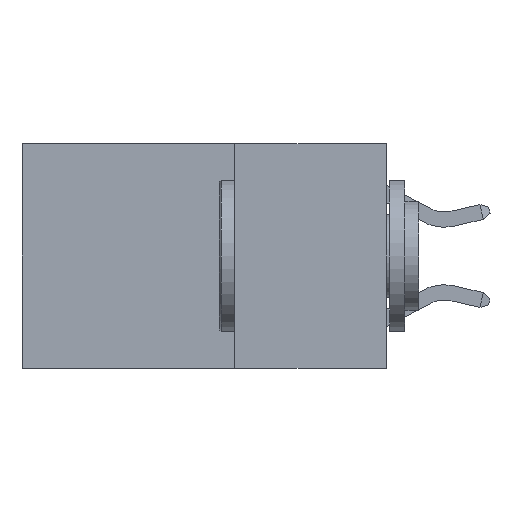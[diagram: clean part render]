
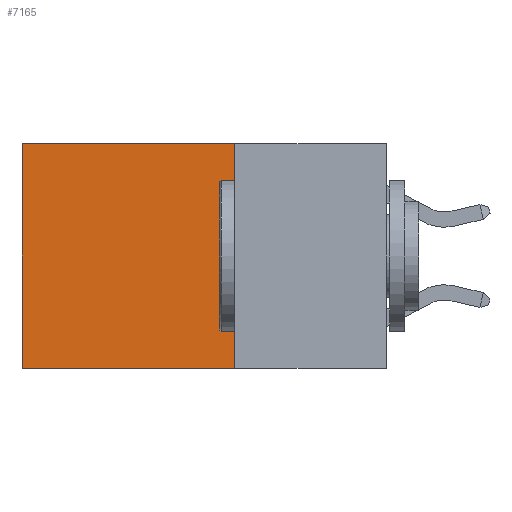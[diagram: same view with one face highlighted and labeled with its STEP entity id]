
A CAD part, left-side view. The second image highlights one B-rep face of the part: STEP entity #7165.
In plain terms, the highlighted planar face has unit normal (-1, 0, 0).
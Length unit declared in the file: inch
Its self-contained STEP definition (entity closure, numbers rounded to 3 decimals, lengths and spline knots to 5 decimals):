
#1267 = LINE ( 'NONE', #10539, #7566 ) ;
#1427 = DIRECTION ( 'NONE',  ( 1., 0., 0. ) ) ;
#2880 = LINE ( 'NONE', #27539, #14690 ) ;
#3655 = ORIENTED_EDGE ( 'NONE', *, *, #4192, .F. ) ;
#4192 = EDGE_CURVE ( 'NONE', #12605, #9546, #1267, .T. ) ;
#4448 = CARTESIAN_POINT ( 'NONE',  ( 0.2625, 0.25, 0. ) ) ;
#5365 = ORIENTED_EDGE ( 'NONE', *, *, #22700, .T. ) ;
#6824 = DIRECTION ( 'NONE',  ( 0., 0., -1. ) ) ;
#7165 = ADVANCED_FACE ( 'NONE', ( #26155 ), #24900, .F. ) ;
#7566 = VECTOR ( 'NONE', #22326, 39.37008 ) ;
#7901 = EDGE_LOOP ( 'NONE', ( #29926, #3655, #19191, #5365 ) ) ;
#8645 = EDGE_CURVE ( 'NONE', #15258, #12605, #24617, .T. ) ;
#9546 = VERTEX_POINT ( 'NONE', #11065 ) ;
#10539 = CARTESIAN_POINT ( 'NONE',  ( 0.2625, 0.25, -0.37 ) ) ;
#11060 = CARTESIAN_POINT ( 'NONE',  ( 0.2625, 0.6, 0. ) ) ;
#11065 = CARTESIAN_POINT ( 'NONE',  ( 0.2625, 0.6, -0.37 ) ) ;
#12134 = VECTOR ( 'NONE', #6824, 39.37008 ) ;
#12605 = VERTEX_POINT ( 'NONE', #19360 ) ;
#13751 = AXIS2_PLACEMENT_3D ( 'NONE', #15562, #1427, #17906 ) ;
#14690 = VECTOR ( 'NONE', #29838, 39.37008 ) ;
#15194 = VERTEX_POINT ( 'NONE', #21681 ) ;
#15258 = VERTEX_POINT ( 'NONE', #21888 ) ;
#15562 = CARTESIAN_POINT ( 'NONE',  ( 0.2625, 0.25, 0. ) ) ;
#17906 = DIRECTION ( 'NONE',  ( 0., 0., -1. ) ) ;
#19191 = ORIENTED_EDGE ( 'NONE', *, *, #8645, .F. ) ;
#19360 = CARTESIAN_POINT ( 'NONE',  ( 0.2625, 0.25, -0.37 ) ) ;
#20496 = DIRECTION ( 'NONE',  ( 0., 0., -1. ) ) ;
#21681 = CARTESIAN_POINT ( 'NONE',  ( 0.2625, 0.6, 0. ) ) ;
#21888 = CARTESIAN_POINT ( 'NONE',  ( 0.2625, 0.25, 0. ) ) ;
#22326 = DIRECTION ( 'NONE',  ( 0., 1., 0. ) ) ;
#22700 = EDGE_CURVE ( 'NONE', #15258, #15194, #2880, .T. ) ;
#24298 = VECTOR ( 'NONE', #20496, 39.37008 ) ;
#24617 = LINE ( 'NONE', #4448, #12134 ) ;
#24900 = PLANE ( 'NONE',  #13751 ) ;
#25770 = LINE ( 'NONE', #11060, #24298 ) ;
#26155 = FACE_OUTER_BOUND ( 'NONE', #7901, .T. ) ;
#27539 = CARTESIAN_POINT ( 'NONE',  ( 0.2625, 0.25, 0. ) ) ;
#27596 = EDGE_CURVE ( 'NONE', #15194, #9546, #25770, .T. ) ;
#29838 = DIRECTION ( 'NONE',  ( 0., 1., 0. ) ) ;
#29926 = ORIENTED_EDGE ( 'NONE', *, *, #27596, .T. ) ;
